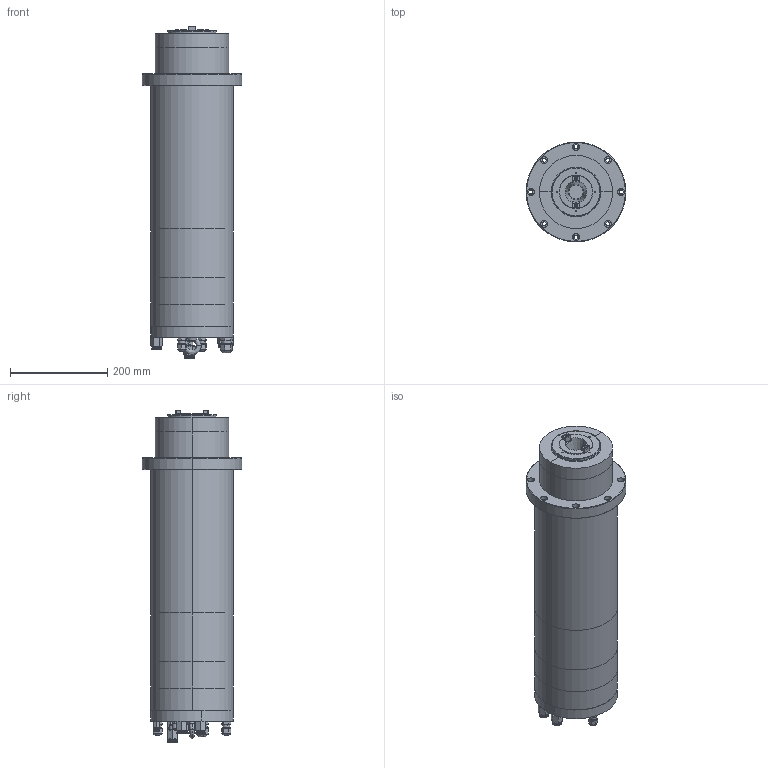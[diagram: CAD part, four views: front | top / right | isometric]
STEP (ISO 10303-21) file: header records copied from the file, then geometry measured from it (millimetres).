
FILE_DESCRIPTION (( 'STEP AP214' ), '1' );
FILE_NAME ('GDL170-40-10Z-14-4P.STEP', '2024-07-17T00:54:05', ( '00' ), ( '' ), 'SwSTEP 2.0', 'SolidWorks 2018', '' );
FILE_SCHEMA (( 'AUTOMOTIVE_DESIGN' ));
Length unit declared in the file: millimetre
Products named in the file (16): GDL170-40-10Z-14-4P前螺母; GB 825-88________M8__16(20__).STEP; GDL170-40-10Z-14-4P儂裔; GDL170-40-10Z-14-4P气缸4; GDL170-40-10Z-14-4P气缸1; 陓瘍羲壽M12_1; PC1202; PC801-S; 萇埭羲壽M16_1; GDL170-40-10Z-14-4P粣芛; 籵蚚M10ァ郲_4; GDL170-40-10Z-14-4P瑩; GDL170-40-10Z-14-4P; GDL170-40-10Z-14-4P气缸3; GDL170-40-10Z-14-4P儂褲; GDL170-40-10Z-14-4P气缸2
Assembly tree (21 placements, depth 2):
  GDL170-40-10Z-14-4P
    GDL170-40-10Z-14-4P儂褲
    GDL170-40-10Z-14-4P儂裔
    GDL170-40-10Z-14-4P气缸1
    GDL170-40-10Z-14-4P气缸2
    GDL170-40-10Z-14-4P气缸3
    GDL170-40-10Z-14-4P气缸4
    GDL170-40-10Z-14-4P前螺母
    萇埭羲壽M16_1
    籵蚚M10ァ郲_4
    GDL170-40-10Z-14-4P粣芛
    GDL170-40-10Z-14-4P瑩  x2
    陓瘍羲壽M12_1  x2
    GB 825-88________M8__16(20__).STEP
    PC801-S  x2
    PC1202  x4
Bounding box: 205 x 205 x 681.25 mm (x, y, z)
Volume: 13996488.3 mm3; surface area: 722766.3 mm2
Topology: 21 solids, 21 shells, 821 faces, 1896 edges, 1173 vertices
Faces by surface type: plane 300, cylinder 254, cone 134, bspline 129, torus 4
Entity records: 20950 total; most frequent: CARTESIAN_POINT 5957, DIRECTION 2460, ORIENTED_EDGE 2218, EDGE_CURVE 1109, AXIS2_PLACEMENT_3D 1004, VERTEX_POINT 699, EDGE_LOOP 598, CIRCLE 541
